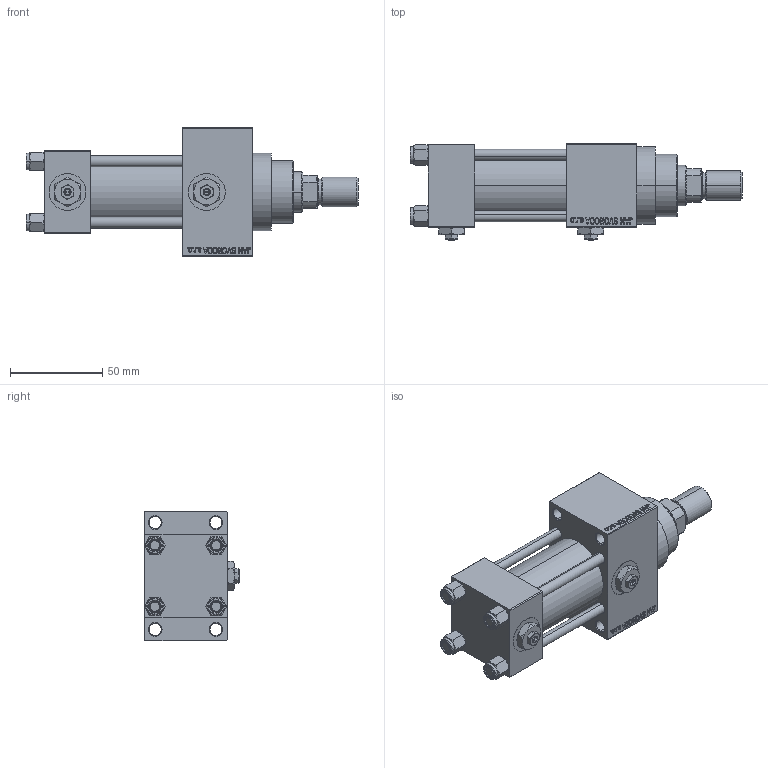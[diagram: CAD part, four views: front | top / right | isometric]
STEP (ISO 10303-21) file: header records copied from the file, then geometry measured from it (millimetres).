
FILE_DESCRIPTION (( 'STEP AP203' ), '1' );
FILE_NAME ('84da.STEP', '2024-01-31T13:56:39', ( '' ), ( '' ), 'SwSTEP 2.0', 'SolidWorks 2019', '' );
FILE_SCHEMA (( 'CONFIG_CONTROL_DESIGN' ));
Length unit declared in the file: millimetre
Products named in the file (8): V215CR_VCP_D 588a7d14ebce5882c4bfa1371d3d6672; 84da; ROD_END_AH 588a7d14ebce5882c4bfa1371d3d6672; V215_VC_A 588a7d14ebce5882c4bfa1371d3d6672; V215CR_D_Body 588a7d14ebce5882c4bfa1371d3d6672; NUT_M5_D 588a7d14ebce5882c4bfa1371d3d6672; Zatka_pro_OIL_PORT 588a7d14ebce5882c4bfa1371d3d6672; V215CR_D_TYCINKA 588a7d14ebce5882c4bfa1371d3d6672
Assembly tree (14 placements, depth 2):
  84da
    V215CR_D_Body 588a7d14ebce5882c4bfa1371d3d6672
    V215CR_VCP_D 588a7d14ebce5882c4bfa1371d3d6672
    NUT_M5_D 588a7d14ebce5882c4bfa1371d3d6672  x4
    V215CR_D_TYCINKA 588a7d14ebce5882c4bfa1371d3d6672  x4
    V215_VC_A 588a7d14ebce5882c4bfa1371d3d6672
    ROD_END_AH 588a7d14ebce5882c4bfa1371d3d6672
    Zatka_pro_OIL_PORT 588a7d14ebce5882c4bfa1371d3d6672  x2
Bounding box: 180 x 52 x 70 mm (x, y, z)
Volume: 247677.3 mm3; surface area: 82741 mm2
Topology: 14 solids, 14 shells, 1216 faces, 2994 edges, 1925 vertices
Faces by surface type: plane 546, bspline 368, cone 188, cylinder 104, torus 10
Entity records: 49552 total; most frequent: CARTESIAN_POINT 25699, ORIENTED_EDGE 5288, DIRECTION 3500, EDGE_CURVE 2644, VERTEX_POINT 1723, VECTOR 1556, LINE 1556, EDGE_LOOP 1195
